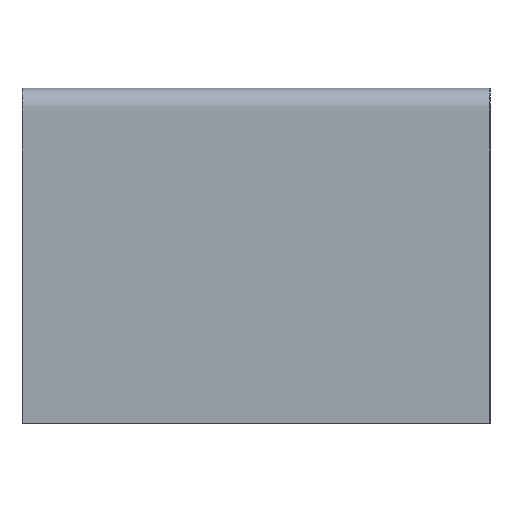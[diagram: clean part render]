
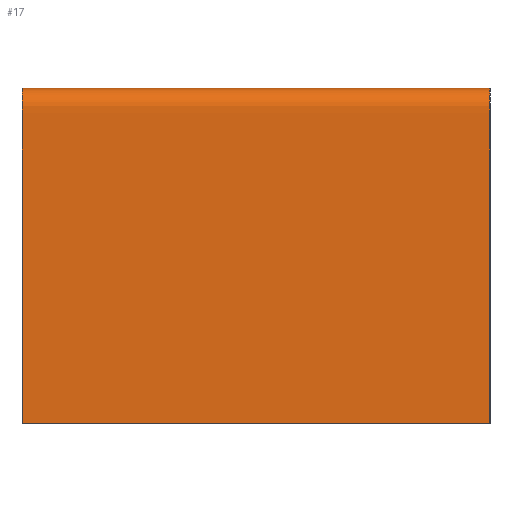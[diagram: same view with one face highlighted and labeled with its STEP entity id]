
A CAD part, left-side view. The second image highlights one B-rep face of the part: STEP entity #17.
In plain terms, the highlighted free-form (B-spline) face has degree [1, 2] with [2, 11] control points.
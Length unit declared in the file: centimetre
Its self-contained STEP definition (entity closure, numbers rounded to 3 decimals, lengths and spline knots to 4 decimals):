
#17=ADVANCED_FACE($,(#23),#76,.T.);
#23=FACE_OUTER_BOUND($,#29,.T.);
#29=EDGE_LOOP($,(#44,#45,#46,#47));
#44=ORIENTED_EDGE($,*,*,#60,.T.);
#45=ORIENTED_EDGE($,*,*,#65,.T.);
#46=ORIENTED_EDGE($,*,*,#63,.F.);
#47=ORIENTED_EDGE($,*,*,#66,.F.);
#60=EDGE_CURVE($,#71,#70,#92,.T.);
#63=EDGE_CURVE($,#74,#73,#93,.T.);
#65=EDGE_CURVE($,#70,#73,#87,.T.);
#66=EDGE_CURVE($,#71,#74,#88,.T.);
#70=VERTEX_POINT($,#306);
#71=VERTEX_POINT($,#307);
#73=VERTEX_POINT($,#309);
#74=VERTEX_POINT($,#310);
#76=(
BOUNDED_SURFACE()
B_SPLINE_SURFACE(1,2,((#259,#260,#261,#262,#263,#264,#265,#266,#267,#268,
#269),(#270,#271,#272,#273,#274,#275,#276,#277,#278,#279,#280)),.UNSPECIFIED.,
.F.,.F.,.F.)
B_SPLINE_SURFACE_WITH_KNOTS((2,2),(3,2,2,2,2,3),(0.,60.),(-760.5934,
-720.2934,-717.9372,-603.3372,-600.981,
-560.681),.UNSPECIFIED.)
GEOMETRIC_REPRESENTATION_ITEM()
RATIONAL_B_SPLINE_SURFACE(((1.,1.,1.,0.707,1.,1.,1.,0.707,
1.,1.,1.),(1.,1.,1.,0.707,1.,1.,1.,0.707,1.,1.,1.)))
REPRESENTATION_ITEM($)
SURFACE()
);
#87=B_SPLINE_CURVE_WITH_KNOTS($,1,(#250,#251),.UNSPECIFIED.,.F.,.F.,(2,2),
(0.,60.),.UNSPECIFIED.);
#88=B_SPLINE_CURVE_WITH_KNOTS($,1,(#252,#253),.UNSPECIFIED.,.F.,.F.,(2,2),
(0.,60.),.UNSPECIFIED.);
#92=(
BOUNDED_CURVE()
B_SPLINE_CURVE(2,(#222,#223,#224,#225,#226,#227,#228,#229,#230,#231,#232),
.UNSPECIFIED.,.F.,.F.)
B_SPLINE_CURVE_WITH_KNOTS((3,2,2,2,2,3),(560.681,600.981,
603.3372,717.9372,720.2934,760.5934),.UNSPECIFIED.)
CURVE()
GEOMETRIC_REPRESENTATION_ITEM()
RATIONAL_B_SPLINE_CURVE((1.,1.,1.,0.707,1.,1.,1.,0.707,
1.,1.,1.))
REPRESENTATION_ITEM($)
);
#93=(
BOUNDED_CURVE()
B_SPLINE_CURVE(2,(#237,#238,#239,#240,#241,#242,#243,#244,#245,#246,#247),
.UNSPECIFIED.,.F.,.F.)
B_SPLINE_CURVE_WITH_KNOTS((3,2,2,2,2,3),(560.681,600.981,
603.3372,717.9372,720.2934,760.5934),.UNSPECIFIED.)
CURVE()
GEOMETRIC_REPRESENTATION_ITEM()
RATIONAL_B_SPLINE_CURVE((1.,1.,1.,0.707,1.,1.,1.,0.707,
1.,1.,1.))
REPRESENTATION_ITEM($)
);
#222=CARTESIAN_POINT($,(0.,0.,0.));
#223=CARTESIAN_POINT($,(0.,0.,20.15));
#224=CARTESIAN_POINT($,(0.,0.,40.3));
#225=CARTESIAN_POINT($,(0.,0.,43.));
#226=CARTESIAN_POINT($,(2.7,0.,43.));
#227=CARTESIAN_POINT($,(60.,0.,43.));
#228=CARTESIAN_POINT($,(117.3,0.,43.));
#229=CARTESIAN_POINT($,(120.,0.,43.));
#230=CARTESIAN_POINT($,(120.,0.,40.3));
#231=CARTESIAN_POINT($,(120.,0.,20.15));
#232=CARTESIAN_POINT($,(120.,0.,0.));
#237=CARTESIAN_POINT($,(0.,60.,0.));
#238=CARTESIAN_POINT($,(0.,60.,20.15));
#239=CARTESIAN_POINT($,(0.,60.,40.3));
#240=CARTESIAN_POINT($,(0.,60.,43.));
#241=CARTESIAN_POINT($,(2.7,60.,43.));
#242=CARTESIAN_POINT($,(60.,60.,43.));
#243=CARTESIAN_POINT($,(117.3,60.,43.));
#244=CARTESIAN_POINT($,(120.,60.,43.));
#245=CARTESIAN_POINT($,(120.,60.,40.3));
#246=CARTESIAN_POINT($,(120.,60.,20.15));
#247=CARTESIAN_POINT($,(120.,60.,0.));
#250=CARTESIAN_POINT($,(120.,0.,0.));
#251=CARTESIAN_POINT($,(120.,60.,0.));
#252=CARTESIAN_POINT($,(0.,0.,0.));
#253=CARTESIAN_POINT($,(0.,60.,0.));
#259=CARTESIAN_POINT($,(120.,0.,0.));
#260=CARTESIAN_POINT($,(120.,0.,20.15));
#261=CARTESIAN_POINT($,(120.,0.,40.3));
#262=CARTESIAN_POINT($,(120.,0.,43.));
#263=CARTESIAN_POINT($,(117.3,0.,43.));
#264=CARTESIAN_POINT($,(60.,0.,43.));
#265=CARTESIAN_POINT($,(2.7,0.,43.));
#266=CARTESIAN_POINT($,(0.,0.,43.));
#267=CARTESIAN_POINT($,(0.,0.,40.3));
#268=CARTESIAN_POINT($,(0.,0.,20.15));
#269=CARTESIAN_POINT($,(0.,0.,0.));
#270=CARTESIAN_POINT($,(120.,60.,0.));
#271=CARTESIAN_POINT($,(120.,60.,20.15));
#272=CARTESIAN_POINT($,(120.,60.,40.3));
#273=CARTESIAN_POINT($,(120.,60.,43.));
#274=CARTESIAN_POINT($,(117.3,60.,43.));
#275=CARTESIAN_POINT($,(60.,60.,43.));
#276=CARTESIAN_POINT($,(2.7,60.,43.));
#277=CARTESIAN_POINT($,(0.,60.,43.));
#278=CARTESIAN_POINT($,(0.,60.,40.3));
#279=CARTESIAN_POINT($,(0.,60.,20.15));
#280=CARTESIAN_POINT($,(0.,60.,0.));
#306=CARTESIAN_POINT($,(120.,0.,0.));
#307=CARTESIAN_POINT($,(0.,0.,0.));
#309=CARTESIAN_POINT($,(120.,60.,0.));
#310=CARTESIAN_POINT($,(0.,60.,0.));
